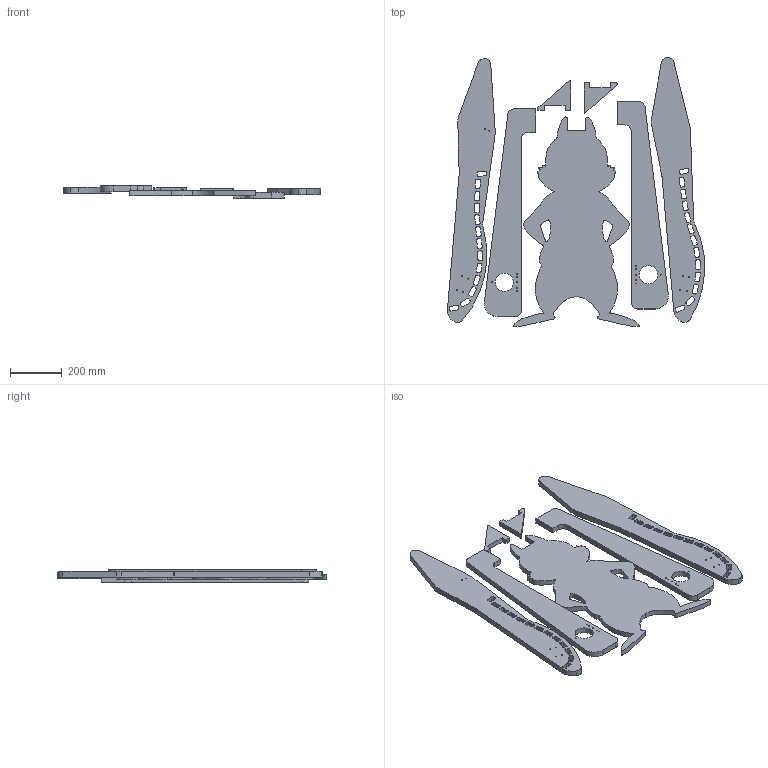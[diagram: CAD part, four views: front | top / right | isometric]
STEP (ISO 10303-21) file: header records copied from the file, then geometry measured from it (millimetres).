
FILE_DESCRIPTION( ( '' ), ' ' );
FILE_NAME( '5d5959ea1cfec616ad616188.step', '2019-08-18T14:00:11', ( '' ), ( '' ), ' ', ' ', ' ' );
FILE_SCHEMA( ( 'AUTOMOTIVE_DESIGN { 1 0 10303 214 1 1 1 1 }' ) );
Length unit declared in the file: metre
Products named in the file (7): Assem1; Chipmunk; Right Drink Support; Right Seat Holder; Seat Holder; Left armrest2; Left Drink Support
Assembly tree (8 placements, depth 2):
  Assem1
    Chipmunk
    Right Drink Support
    Right Seat Holder
    Seat Holder
    Left armrest2  x3
    Left Drink Support
Bounding box: 991.56 x 1037.08 x 47.61 mm (x, y, z)
Volume: 13699718.6 mm3; surface area: 1706579 mm2
Topology: 8 solids, 8 shells, 360 faces, 1016 edges, 678 vertices
Faces by surface type: cylinder 176, plane 171, extrusion 13
Full cylindrical faces by diameter (mm): 3.5 x16, 4 x12, 70 x3
Entity records: 11023 total; most frequent: CARTESIAN_POINT 2350, DIRECTION 1812, ORIENTED_EDGE 1730, EDGE_CURVE 865, AXIS2_PLACEMENT_3D 629, VERTEX_POINT 592, VECTOR 554, LINE 547
